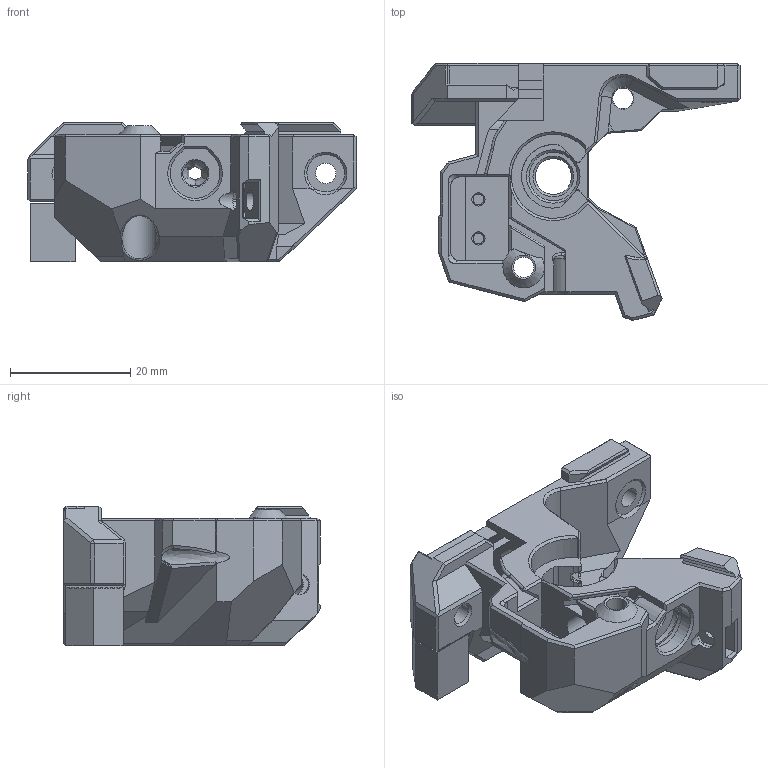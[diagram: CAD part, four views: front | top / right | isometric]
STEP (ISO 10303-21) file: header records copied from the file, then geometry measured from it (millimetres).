
FILE_DESCRIPTION(/* description */ ('','CAx-IF Rec.Pracs.---Representation and Presentation of Product Manufacturing Information (PMI)---4.0---2014-10-13'),/* implementation_level */ '2;1');
FILE_NAME(/* name */ 'AntHead WW-BMG - Main Body.step',/* time_stamp */ '2025-04-02T22:47:26-05:00',/* author */ (''),/* organization */ (''),/* preprocessor_version */ 'ST-DEVELOPER v20',/* originating_system */ 'Autodesk Translation Framework v13.20.0.188',/* authorisation */ '');
FILE_SCHEMA (('AP242_MANAGED_MODEL_BASED_3D_ENGINEERING_MIM_LF { 1 0 10303 442 1 1 4 }'));
Length unit declared in the file: millimetre
Products named in the file (1): AH WW-BMG - Main Body - dual sensor / Sherpa-Mini spacing
Bounding box: 54.63 x 42.77 x 23.2 mm (x, y, z)
Volume: 16754.1 mm3; surface area: 9745.3 mm2
Topology: 2 solids, 3 shells, 513 faces, 1397 edges, 888 vertices
Faces by surface type: plane 374, cylinder 73, cone 35, bspline 28, sphere 2, torus 1
Full cylindrical faces by diameter (mm): 1.8 x4, 2.75 x1, 3.4 x6, 4.2 x1, 4.4 x1, 5.9 x1, 6 x1, 6.25 x1, 8.1 x1, 9 x1
Entity records: 18027 total; most frequent: CARTESIAN_POINT 5177, ORIENTED_EDGE 2784, DIRECTION 2498, EDGE_CURVE 1392, LINE 1044, VECTOR 1044, VERTEX_POINT 888, AXIS2_PLACEMENT_3D 727
